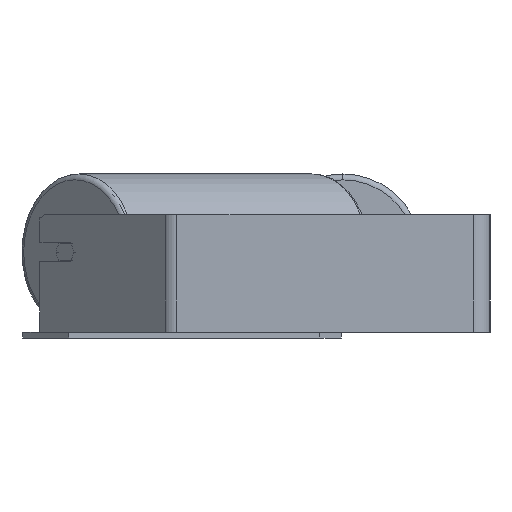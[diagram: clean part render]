
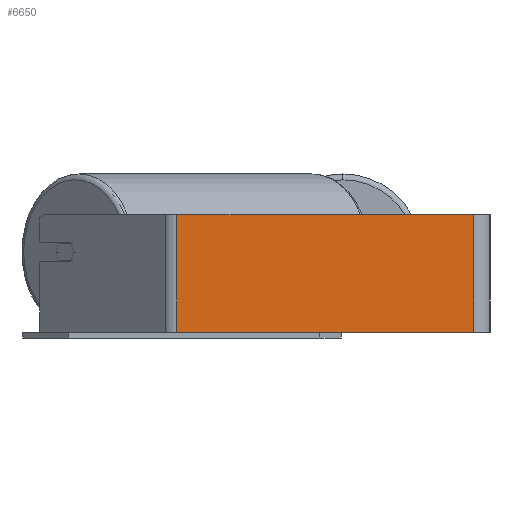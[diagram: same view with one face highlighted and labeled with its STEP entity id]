
A CAD part, left-side view. The second image highlights one B-rep face of the part: STEP entity #6650.
In plain terms, the highlighted planar face has unit normal (-1, 0, 0).
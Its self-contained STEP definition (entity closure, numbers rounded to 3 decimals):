
#232 = CARTESIAN_POINT ( 'NONE',  ( -500., 266.164, 50. ) ) ;
#454 = ORIENTED_EDGE ( 'NONE', *, *, #984, .T. ) ;
#648 = VECTOR ( 'NONE', #8607, 1000. ) ;
#933 = CARTESIAN_POINT ( 'NONE',  ( -500., 271.963, 50. ) ) ;
#984 = EDGE_CURVE ( 'NONE', #3675, #3758, #5302, .T. ) ;
#1276 = CARTESIAN_POINT ( 'NONE',  ( -500., 14., 50. ) ) ;
#1343 = VERTEX_POINT ( 'NONE', #3783 ) ;
#1406 = LINE ( 'NONE', #2815, #8664 ) ;
#1614 = LINE ( 'NONE', #933, #4322 ) ;
#1649 = CARTESIAN_POINT ( 'NONE',  ( -500., 266.164, 50. ) ) ;
#1978 = EDGE_CURVE ( 'NONE', #7116, #1343, #1406, .T. ) ;
#2723 = AXIS2_PLACEMENT_3D ( 'NONE', #8912, #8811, #7505 ) ;
#2815 = CARTESIAN_POINT ( 'NONE',  ( -500., 14., 50. ) ) ;
#3675 = VERTEX_POINT ( 'NONE', #1649 ) ;
#3758 = VERTEX_POINT ( 'NONE', #5914 ) ;
#3783 = CARTESIAN_POINT ( 'NONE',  ( -500., 14., -50. ) ) ;
#4297 = CARTESIAN_POINT ( 'NONE',  ( -500., 271.963, -50. ) ) ;
#4322 = VECTOR ( 'NONE', #8482, 1000. ) ;
#4946 = DIRECTION ( 'NONE',  ( 0., -1., 0. ) ) ;
#5302 = LINE ( 'NONE', #232, #648 ) ;
#5310 = ORIENTED_EDGE ( 'NONE', *, *, #1978, .F. ) ;
#5654 = EDGE_LOOP ( 'NONE', ( #7370, #5310, #6778, #454 ) ) ;
#5914 = CARTESIAN_POINT ( 'NONE',  ( -500., 266.164, -50. ) ) ;
#6085 = FACE_OUTER_BOUND ( 'NONE', #5654, .T. ) ;
#6134 = PLANE ( 'NONE',  #2723 ) ;
#6206 = EDGE_CURVE ( 'NONE', #3675, #7116, #1614, .T. ) ;
#6298 = LINE ( 'NONE', #4297, #8267 ) ;
#6650 = ADVANCED_FACE ( 'NONE', ( #6085 ), #6134, .F. ) ;
#6730 = EDGE_CURVE ( 'NONE', #3758, #1343, #6298, .T. ) ;
#6778 = ORIENTED_EDGE ( 'NONE', *, *, #6206, .F. ) ;
#7116 = VERTEX_POINT ( 'NONE', #1276 ) ;
#7370 = ORIENTED_EDGE ( 'NONE', *, *, #6730, .T. ) ;
#7505 = DIRECTION ( 'NONE',  ( 0., 0., -1. ) ) ;
#8267 = VECTOR ( 'NONE', #4946, 1000. ) ;
#8482 = DIRECTION ( 'NONE',  ( 0., -1., 0. ) ) ;
#8607 = DIRECTION ( 'NONE',  ( 0., 0., -1. ) ) ;
#8664 = VECTOR ( 'NONE', #8992, 1000. ) ;
#8811 = DIRECTION ( 'NONE',  ( 1., 0., 0. ) ) ;
#8912 = CARTESIAN_POINT ( 'NONE',  ( -500., 271.963, 50. ) ) ;
#8992 = DIRECTION ( 'NONE',  ( 0., 0., -1. ) ) ;
